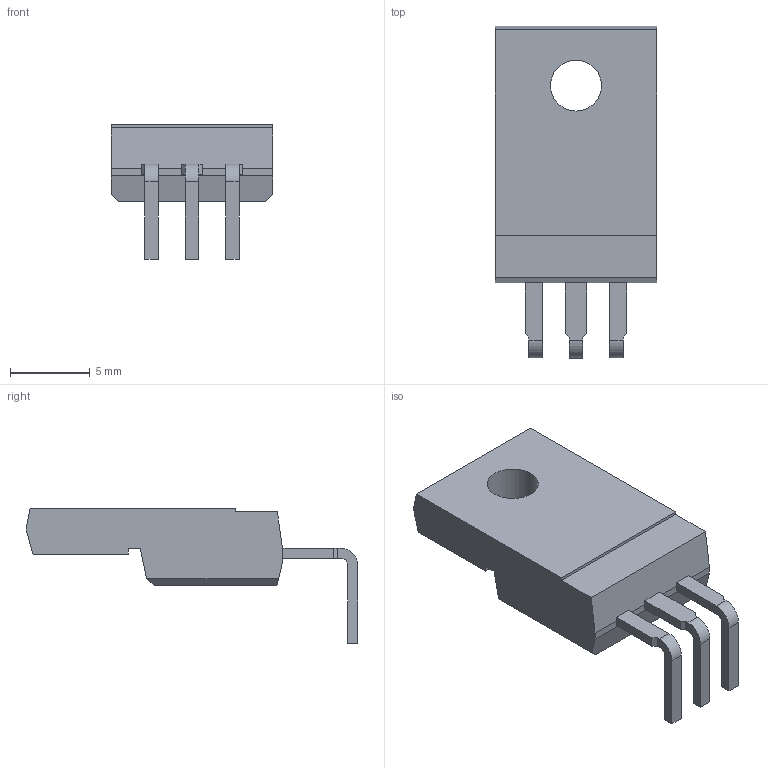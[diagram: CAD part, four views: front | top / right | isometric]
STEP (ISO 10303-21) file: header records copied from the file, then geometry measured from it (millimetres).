
FILE_DESCRIPTION(/* description */ (''),/* implementation_level */ '2;1');
FILE_NAME(/* name */ 'INFINEON_TO-220 FULL-PAK-hflip.stp',/* time_stamp */ '2016-10-04T13:14:51+02:00',/* author */ ('jchouvet'),/* organization */ (''),/* preprocessor_version */ 'ST-DEVELOPER v16.1',/* originating_system */ 'AutoCAD Mechanical',/* authorisation */ ', , ');
FILE_SCHEMA (('AUTOMOTIVE_DESIGN { 1 0 10303 214 3 1 1 }'));
Length unit declared in the file: millimetre
Products named in the file (1): Product
Bounding box: 10.16 x 20.86 x 8.45 mm (x, y, z)
Volume: 614.4 mm3; surface area: 642.4 mm2
Topology: 4 solids, 4 shells, 61 faces, 154 edges, 104 vertices
Faces by surface type: plane 52, cylinder 9
Full cylindrical faces by diameter (mm): 1.6 x2, 3.2 x1
Entity records: 1841 total; most frequent: CARTESIAN_POINT 317, ORIENTED_EDGE 300, DIRECTION 293, EDGE_CURVE 150, LINE 133, VECTOR 133, VERTEX_POINT 102, AXIS2_PLACEMENT_3D 80
